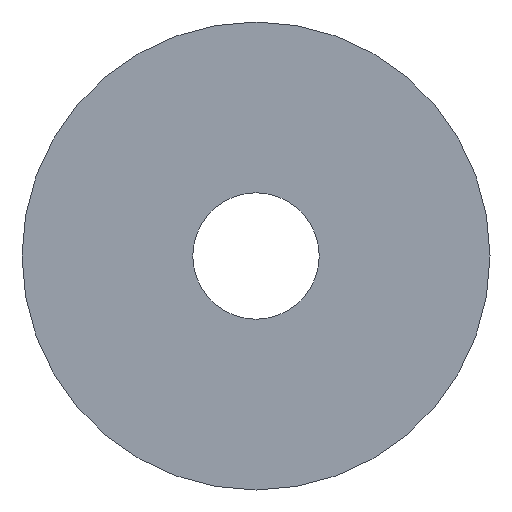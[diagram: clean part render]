
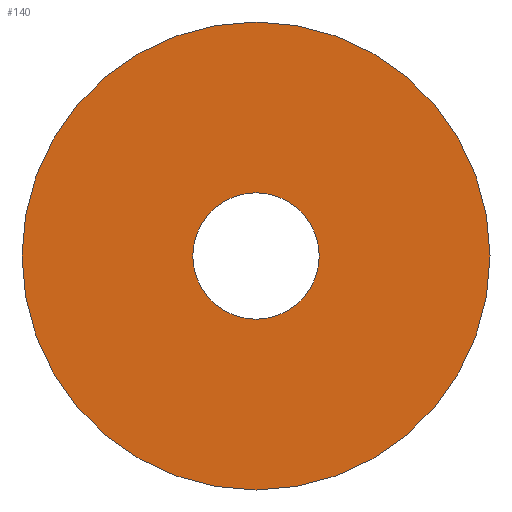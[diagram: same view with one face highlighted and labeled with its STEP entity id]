
A CAD part, front view. The second image highlights one B-rep face of the part: STEP entity #140.
In plain terms, the highlighted planar face has unit normal (0, -1, 0).
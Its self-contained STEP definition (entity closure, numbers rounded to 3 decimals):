
#74 = CYLINDRICAL_SURFACE('',#75,2.5);
#75 = AXIS2_PLACEMENT_3D('',#76,#77,#78);
#76 = CARTESIAN_POINT('',(0.,16.,0.));
#77 = DIRECTION('',(-0.,-1.,-0.));
#78 = DIRECTION('',(-1.,0.,0.));
#91 = VERTEX_POINT('',#92);
#92 = CARTESIAN_POINT('',(-2.5,0.,0.));
#113 = EDGE_CURVE('',#91,#91,#114,.T.);
#114 = SURFACE_CURVE('',#115,(#120,#127),.PCURVE_S1.);
#115 = CIRCLE('',#116,2.5);
#116 = AXIS2_PLACEMENT_3D('',#117,#118,#119);
#117 = CARTESIAN_POINT('',(0.,0.,0.));
#118 = DIRECTION('',(0.,1.,-0.));
#119 = DIRECTION('',(-1.,0.,0.));
#120 = PCURVE('',#74,#121);
#121 = DEFINITIONAL_REPRESENTATION('',(#122),#126);
#122 = LINE('',#123,#124);
#123 = CARTESIAN_POINT('',(-0.,16.));
#124 = VECTOR('',#125,1.);
#125 = DIRECTION('',(-1.,0.));
#126 = ( GEOMETRIC_REPRESENTATION_CONTEXT(2) 
PARAMETRIC_REPRESENTATION_CONTEXT() REPRESENTATION_CONTEXT('2D SPACE',''
  ) );
#127 = PCURVE('',#128,#133);
#128 = PLANE('',#129);
#129 = AXIS2_PLACEMENT_3D('',#130,#131,#132);
#130 = CARTESIAN_POINT('',(0.,0.,0.));
#131 = DIRECTION('',(0.,1.,0.));
#132 = DIRECTION('',(-1.,0.,0.));
#133 = DEFINITIONAL_REPRESENTATION('',(#134),#138);
#134 = CIRCLE('',#135,2.5);
#135 = AXIS2_PLACEMENT_2D('',#136,#137);
#136 = CARTESIAN_POINT('',(0.,0.));
#137 = DIRECTION('',(1.,0.));
#138 = ( GEOMETRIC_REPRESENTATION_CONTEXT(2) 
PARAMETRIC_REPRESENTATION_CONTEXT() REPRESENTATION_CONTEXT('2D SPACE',''
  ) );
#140 = ADVANCED_FACE('',(#141,#172),#128,.F.);
#141 = FACE_BOUND('',#142,.F.);
#142 = EDGE_LOOP('',(#143));
#143 = ORIENTED_EDGE('',*,*,#144,.T.);
#144 = EDGE_CURVE('',#145,#145,#147,.T.);
#145 = VERTEX_POINT('',#146);
#146 = CARTESIAN_POINT('',(-9.25,0.,0.));
#147 = SURFACE_CURVE('',#148,(#153,#160),.PCURVE_S1.);
#148 = CIRCLE('',#149,9.25);
#149 = AXIS2_PLACEMENT_3D('',#150,#151,#152);
#150 = CARTESIAN_POINT('',(0.,0.,0.));
#151 = DIRECTION('',(0.,1.,-0.));
#152 = DIRECTION('',(-1.,0.,0.));
#153 = PCURVE('',#128,#154);
#154 = DEFINITIONAL_REPRESENTATION('',(#155),#159);
#155 = CIRCLE('',#156,9.25);
#156 = AXIS2_PLACEMENT_2D('',#157,#158);
#157 = CARTESIAN_POINT('',(0.,0.));
#158 = DIRECTION('',(1.,0.));
#159 = ( GEOMETRIC_REPRESENTATION_CONTEXT(2) 
PARAMETRIC_REPRESENTATION_CONTEXT() REPRESENTATION_CONTEXT('2D SPACE',''
  ) );
#160 = PCURVE('',#161,#166);
#161 = CYLINDRICAL_SURFACE('',#162,9.25);
#162 = AXIS2_PLACEMENT_3D('',#163,#164,#165);
#163 = CARTESIAN_POINT('',(0.,0.,0.));
#164 = DIRECTION('',(0.,1.,0.));
#165 = DIRECTION('',(-1.,0.,0.));
#166 = DEFINITIONAL_REPRESENTATION('',(#167),#171);
#167 = LINE('',#168,#169);
#168 = CARTESIAN_POINT('',(0.,0.));
#169 = VECTOR('',#170,1.);
#170 = DIRECTION('',(1.,0.));
#171 = ( GEOMETRIC_REPRESENTATION_CONTEXT(2) 
PARAMETRIC_REPRESENTATION_CONTEXT() REPRESENTATION_CONTEXT('2D SPACE',''
  ) );
#172 = FACE_BOUND('',#173,.F.);
#173 = EDGE_LOOP('',(#174));
#174 = ORIENTED_EDGE('',*,*,#113,.F.);
